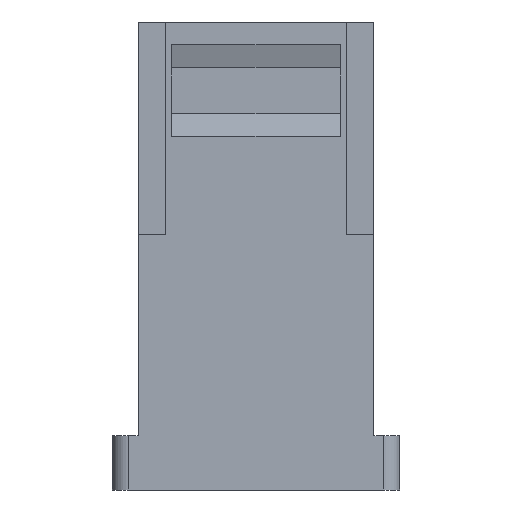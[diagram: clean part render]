
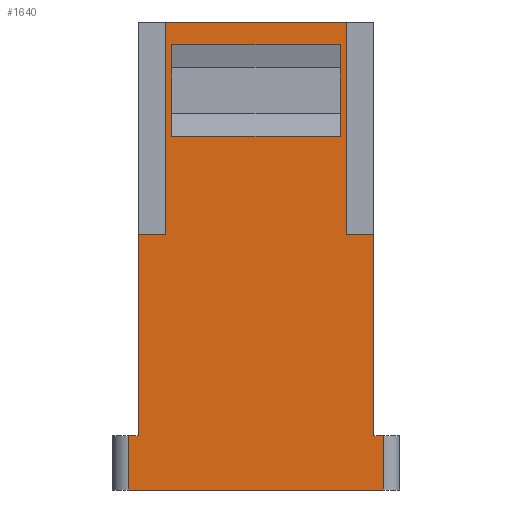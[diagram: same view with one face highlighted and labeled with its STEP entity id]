
A CAD part, front view. The second image highlights one B-rep face of the part: STEP entity #1640.
In plain terms, the highlighted planar face has unit normal (0, -1, 0).
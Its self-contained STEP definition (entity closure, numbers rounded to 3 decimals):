
#84=DIRECTION('',(-1.,0.,0.));
#85=VECTOR('',#84,8.471);
#86=CARTESIAN_POINT('',(4.235,-3.08,0.));
#87=LINE('',#86,#85);
#189=DIRECTION('',(0.,0.,-1.));
#190=VECTOR('',#189,4.267);
#191=CARTESIAN_POINT('',(3.937,-3.08,-1.067));
#192=LINE('',#191,#190);
#193=DIRECTION('',(1.,0.,0.));
#194=VECTOR('',#193,7.874);
#195=CARTESIAN_POINT('',(-3.937,-3.08,-1.067));
#196=LINE('',#195,#194);
#197=DIRECTION('',(0.,0.,-1.));
#198=VECTOR('',#197,4.267);
#199=CARTESIAN_POINT('',(-3.937,-3.08,-1.067));
#200=LINE('',#199,#198);
#201=DIRECTION('',(1.,0.,0.));
#202=VECTOR('',#201,7.874);
#203=CARTESIAN_POINT('',(-3.937,-3.08,-5.334));
#204=LINE('',#203,#202);
#205=DIRECTION('',(0.,0.,1.));
#206=VECTOR('',#205,2.54);
#207=CARTESIAN_POINT('',(5.937,-3.08,-21.844));
#208=LINE('',#207,#206);
#209=DIRECTION('',(-1.,0.,0.));
#210=VECTOR('',#209,11.875);
#211=CARTESIAN_POINT('',(5.937,-3.08,-21.844));
#212=LINE('',#211,#210);
#213=DIRECTION('',(0.,0.,-1.));
#214=VECTOR('',#213,2.54);
#215=CARTESIAN_POINT('',(-5.937,-3.08,-19.304));
#216=LINE('',#215,#214);
#217=DIRECTION('',(1.,0.,0.));
#218=VECTOR('',#217,0.432);
#219=CARTESIAN_POINT('',(-5.937,-3.08,-19.304));
#220=LINE('',#219,#218);
#221=DIRECTION('',(0.,0.,1.));
#222=VECTOR('',#221,9.398);
#223=CARTESIAN_POINT('',(-5.505,-3.08,-19.304));
#224=LINE('',#223,#222);
#225=DIRECTION('',(1.,0.,0.));
#226=VECTOR('',#225,1.27);
#227=CARTESIAN_POINT('',(-5.505,-3.08,-9.906));
#228=LINE('',#227,#226);
#229=DIRECTION('',(0.,0.,-1.));
#230=VECTOR('',#229,9.906);
#231=CARTESIAN_POINT('',(4.235,-3.08,0.));
#232=LINE('',#231,#230);
#233=DIRECTION('',(1.,0.,0.));
#234=VECTOR('',#233,1.27);
#235=CARTESIAN_POINT('',(4.235,-3.08,-9.906));
#236=LINE('',#235,#234);
#237=DIRECTION('',(0.,0.,-1.));
#238=VECTOR('',#237,9.398);
#239=CARTESIAN_POINT('',(5.505,-3.08,-9.906));
#240=LINE('',#239,#238);
#241=DIRECTION('',(1.,0.,0.));
#242=VECTOR('',#241,0.432);
#243=CARTESIAN_POINT('',(5.505,-3.08,-19.304));
#244=LINE('',#243,#242);
#708=DIRECTION('',(0.,0.,-1.));
#709=VECTOR('',#708,9.906);
#710=CARTESIAN_POINT('',(-4.235,-3.08,0.));
#711=LINE('',#710,#709);
#1112=CARTESIAN_POINT('',(4.235,-3.08,0.));
#1113=VERTEX_POINT('',#1112);
#1114=CARTESIAN_POINT('',(-4.235,-3.08,0.));
#1116=VERTEX_POINT('',#1114);
#1122=CARTESIAN_POINT('',(5.505,-3.08,-9.906));
#1123=CARTESIAN_POINT('',(5.505,-3.08,-19.304));
#1124=VERTEX_POINT('',#1122);
#1125=VERTEX_POINT('',#1123);
#1126=CARTESIAN_POINT('',(-5.505,-3.08,-19.304));
#1127=CARTESIAN_POINT('',(-5.505,-3.08,-9.906));
#1128=VERTEX_POINT('',#1126);
#1129=VERTEX_POINT('',#1127);
#1142=CARTESIAN_POINT('',(4.235,-3.08,-9.906));
#1143=VERTEX_POINT('',#1142);
#1144=CARTESIAN_POINT('',(-4.235,-3.08,-9.906));
#1146=VERTEX_POINT('',#1144);
#1162=CARTESIAN_POINT('',(3.937,-3.08,-5.334));
#1163=VERTEX_POINT('',#1162);
#1164=CARTESIAN_POINT('',(3.937,-3.08,-1.067));
#1165=VERTEX_POINT('',#1164);
#1166=CARTESIAN_POINT('',(-3.937,-3.08,-5.334));
#1167=VERTEX_POINT('',#1166);
#1168=CARTESIAN_POINT('',(-3.937,-3.08,-1.067));
#1169=VERTEX_POINT('',#1168);
#1410=CARTESIAN_POINT('',(5.937,-3.08,-19.304));
#1412=VERTEX_POINT('',#1410);
#1416=CARTESIAN_POINT('',(5.937,-3.08,-21.844));
#1417=VERTEX_POINT('',#1416);
#1418=CARTESIAN_POINT('',(-5.937,-3.08,-21.844));
#1420=VERTEX_POINT('',#1418);
#1424=CARTESIAN_POINT('',(-5.937,-3.08,-19.304));
#1425=VERTEX_POINT('',#1424);
#1604=CARTESIAN_POINT('',(4.235,-3.08,0.));
#1605=DIRECTION('',(0.,-1.,0.));
#1606=DIRECTION('',(-1.,0.,0.));
#1607=AXIS2_PLACEMENT_3D('',#1604,#1605,#1606);
#1608=PLANE('',#1607);
#1610=ORIENTED_EDGE('',*,*,#1609,.F.);
#1612=ORIENTED_EDGE('',*,*,#1611,.T.);
#1614=ORIENTED_EDGE('',*,*,#1613,.F.);
#1616=ORIENTED_EDGE('',*,*,#1615,.T.);
#1618=ORIENTED_EDGE('',*,*,#1617,.T.);
#1619=ORIENTED_EDGE('',*,*,#1547,.T.);
#1621=ORIENTED_EDGE('',*,*,#1620,.F.);
#1622=ORIENTED_EDGE('',*,*,#1453,.F.);
#1623=ORIENTED_EDGE('',*,*,#1597,.T.);
#1624=ORIENTED_EDGE('',*,*,#1533,.T.);
#1625=ORIENTED_EDGE('',*,*,#1491,.T.);
#1627=ORIENTED_EDGE('',*,*,#1626,.T.);
#1628=EDGE_LOOP('',(#1610,#1612,#1614,#1616,#1618,#1619,#1621,#1622,#1623,#1624,
#1625,#1627));
#1629=FACE_OUTER_BOUND('',#1628,.F.);
#1631=ORIENTED_EDGE('',*,*,#1630,.F.);
#1633=ORIENTED_EDGE('',*,*,#1632,.F.);
#1635=ORIENTED_EDGE('',*,*,#1634,.T.);
#1637=ORIENTED_EDGE('',*,*,#1636,.T.);
#1638=EDGE_LOOP('',(#1631,#1633,#1635,#1637));
#1639=FACE_BOUND('',#1638,.F.);
#1640=ADVANCED_FACE('',(#1629,#1639),#1608,.T.);
#1453=EDGE_CURVE('',#1113,#1116,#87,.T.);
#1491=EDGE_CURVE('',#1124,#1125,#240,.T.);
#1533=EDGE_CURVE('',#1143,#1124,#236,.T.);
#1547=EDGE_CURVE('',#1129,#1146,#228,.T.);
#1597=EDGE_CURVE('',#1113,#1143,#232,.T.);
#1609=EDGE_CURVE('',#1417,#1412,#208,.T.);
#1611=EDGE_CURVE('',#1417,#1420,#212,.T.);
#1613=EDGE_CURVE('',#1425,#1420,#216,.T.);
#1615=EDGE_CURVE('',#1425,#1128,#220,.T.);
#1617=EDGE_CURVE('',#1128,#1129,#224,.T.);
#1620=EDGE_CURVE('',#1116,#1146,#711,.T.);
#1626=EDGE_CURVE('',#1125,#1412,#244,.T.);
#1630=EDGE_CURVE('',#1165,#1163,#192,.T.);
#1632=EDGE_CURVE('',#1169,#1165,#196,.T.);
#1634=EDGE_CURVE('',#1169,#1167,#200,.T.);
#1636=EDGE_CURVE('',#1167,#1163,#204,.T.);
